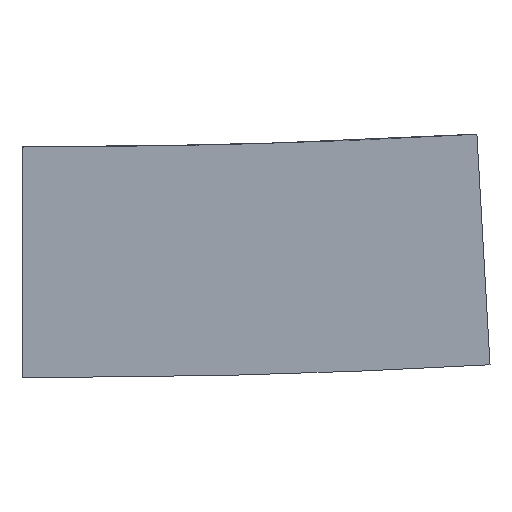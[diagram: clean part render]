
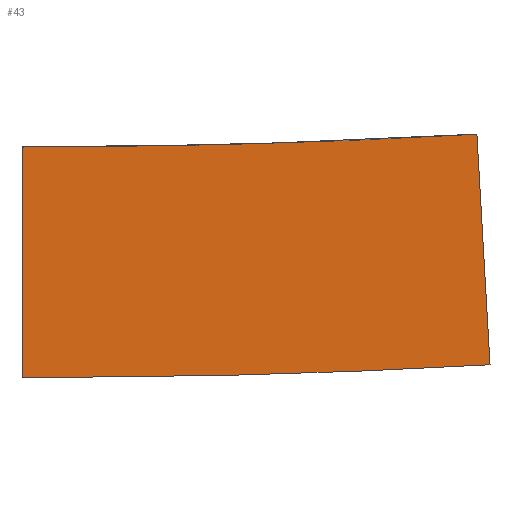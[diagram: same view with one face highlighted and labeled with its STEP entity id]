
A CAD part, top view. The second image highlights one B-rep face of the part: STEP entity #43.
In plain terms, the highlighted free-form (B-spline) face has degree [1, 3] with [2, 4] control points.
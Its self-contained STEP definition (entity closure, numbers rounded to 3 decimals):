
#43=ADVANCED_FACE('',(#47),#45,.T.);
#45=B_SPLINE_SURFACE_WITH_KNOTS('',1,3,((#116,#117,#118,#119),(#120,#121,
#122,#123)),.UNSPECIFIED.,.F.,.F.,.F.,(2,2),(4,4),(0.,1.),(0.,1.),
 .UNSPECIFIED.);
#47=FACE_OUTER_BOUND('',#49,.T.);
#49=EDGE_LOOP('',(#54,#55,#56,#57));
#54=ORIENTED_EDGE('',*,*,#68,.T.);
#55=ORIENTED_EDGE('',*,*,#69,.T.);
#56=ORIENTED_EDGE('',*,*,#70,.T.);
#57=ORIENTED_EDGE('',*,*,#65,.F.);
#59=VERTEX_POINT('',#85);
#60=VERTEX_POINT('',#90);
#62=VERTEX_POINT('',#108);
#63=VERTEX_POINT('',#113);
#65=EDGE_CURVE('',#59,#60,#72,.T.);
#68=EDGE_CURVE('',#59,#62,#75,.T.);
#69=EDGE_CURVE('',#62,#63,#76,.T.);
#70=EDGE_CURVE('',#63,#60,#77,.T.);
#72=B_SPLINE_CURVE_WITH_KNOTS('',3,(#86,#87,#88,#89),.UNSPECIFIED.,.F.,
 .F.,(4,4),(0.,1.),.UNSPECIFIED.);
#75=B_SPLINE_CURVE_WITH_KNOTS('',1,(#106,#107),.UNSPECIFIED.,.F.,.F.,(2,
2),(0.,1.),.UNSPECIFIED.);
#76=B_SPLINE_CURVE_WITH_KNOTS('',3,(#109,#110,#111,#112),.UNSPECIFIED.,
 .F.,.F.,(4,4),(0.,1.),.UNSPECIFIED.);
#77=B_SPLINE_CURVE_WITH_KNOTS('',1,(#114,#115),.UNSPECIFIED.,.F.,.F.,(2,
2),(0.,1.),.UNSPECIFIED.);
#85=CARTESIAN_POINT('',(0.,10.,0.));
#86=CARTESIAN_POINT('',(0.,10.,0.));
#87=CARTESIAN_POINT('',(13.15,10.,0.));
#88=CARTESIAN_POINT('',(26.294,10.356,0.));
#89=CARTESIAN_POINT('',(39.412,11.102,0.));
#90=CARTESIAN_POINT('',(39.412,11.102,0.));
#106=CARTESIAN_POINT('',(0.,10.,0.));
#107=CARTESIAN_POINT('',(0.,-10.,0.));
#108=CARTESIAN_POINT('',(0.,-10.,0.));
#109=CARTESIAN_POINT('',(0.,-10.,0.));
#110=CARTESIAN_POINT('',(13.511,-10.,0.));
#111=CARTESIAN_POINT('',(27.034,-9.634,0.));
#112=CARTESIAN_POINT('',(40.546,-8.866,0.));
#113=CARTESIAN_POINT('',(40.546,-8.866,0.));
#114=CARTESIAN_POINT('',(40.546,-8.866,0.));
#115=CARTESIAN_POINT('',(39.412,11.102,0.));
#116=CARTESIAN_POINT('',(0.,10.,0.));
#117=CARTESIAN_POINT('',(13.15,10.,0.));
#118=CARTESIAN_POINT('',(26.294,10.356,0.));
#119=CARTESIAN_POINT('',(39.412,11.102,0.));
#120=CARTESIAN_POINT('',(0.,-10.,0.));
#121=CARTESIAN_POINT('',(13.511,-10.,0.));
#122=CARTESIAN_POINT('',(27.034,-9.634,0.));
#123=CARTESIAN_POINT('',(40.546,-8.866,0.));
